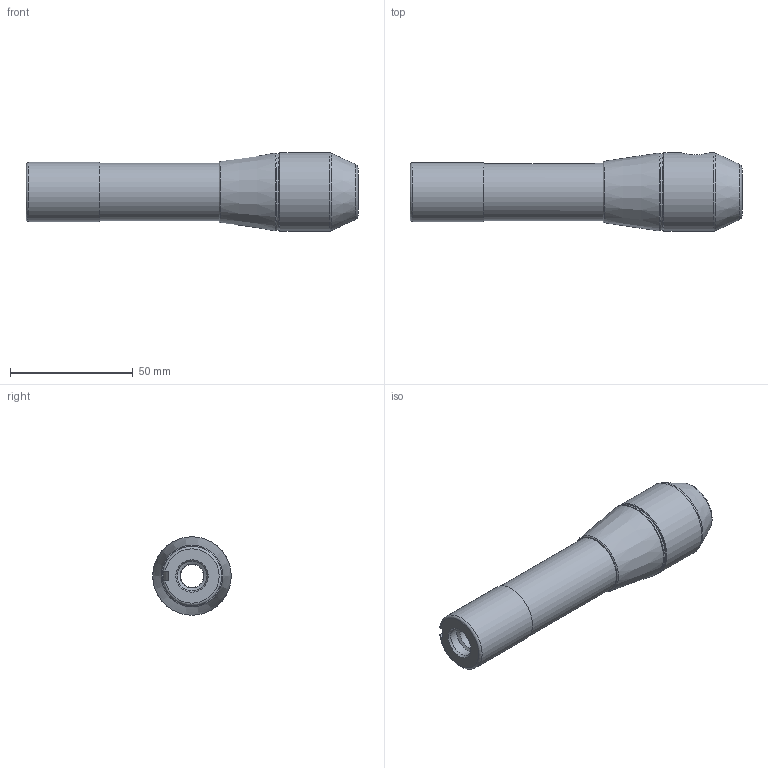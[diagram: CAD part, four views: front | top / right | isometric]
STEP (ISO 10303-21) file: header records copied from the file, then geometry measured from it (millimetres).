
FILE_DESCRIPTION(/* description */ (''),/* implementation_level */ '2;1');
FILE_NAME(/* name */ 'R8-SLA9.525.stp',/* time_stamp */ '2024-06-11T10:56:34+08:00',/* author */ ('Administrator'),/* organization */ (''),/* preprocessor_version */ 'ST-DEVELOPER v20',/* originating_system */ 'Autodesk Inventor 2025',/* authorisation */ '');
FILE_SCHEMA (('AUTOMOTIVE_DESIGN { 1 0 10303 214 3 1 1 }'));
Length unit declared in the file: millimetre
Products named in the file (1): R8-SLA9.525
Bounding box: 135.2 x 32 x 32 mm (x, y, z)
Volume: 62153.8 mm3; surface area: 16529.2 mm2
Topology: 1 solids, 1 shells, 33 faces, 82 edges, 53 vertices
Faces by surface type: cylinder 10, cone 8, plane 8, torus 7
Full cylindrical faces by diameter (mm): 8.382 x1, 9.525 x1, 9.728 x1, 10.525 x1, 12 x1, 23.5 x1, 31.15 x1, 32 x1
Entity records: 1176 total; most frequent: CARTESIAN_POINT 273, DIRECTION 190, ORIENTED_EDGE 164, EDGE_CURVE 82, AXIS2_PLACEMENT_3D 81, VERTEX_POINT 53, CIRCLE 47, EDGE_LOOP 39
